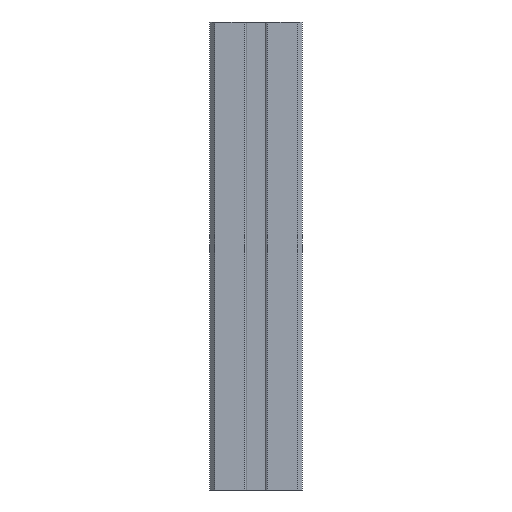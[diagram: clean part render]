
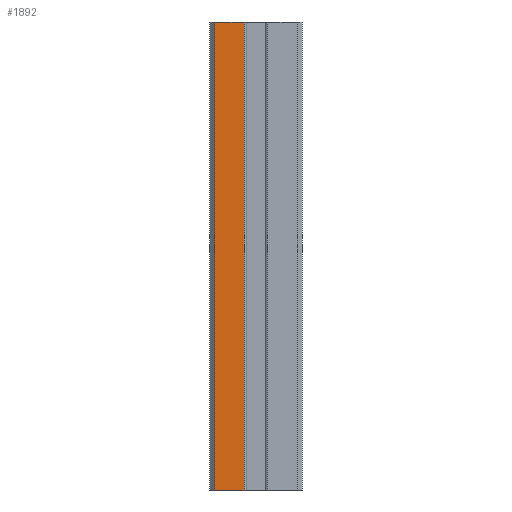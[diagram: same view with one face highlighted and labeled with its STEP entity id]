
A CAD part, front view. The second image highlights one B-rep face of the part: STEP entity #1892.
In plain terms, the highlighted planar face has unit normal (0, -1, 0).
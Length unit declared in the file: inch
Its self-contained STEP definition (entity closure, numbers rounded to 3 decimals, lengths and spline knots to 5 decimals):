
#36 = LINE ( 'NONE', #3331, #2620 ) ;
#132 = ORIENTED_EDGE ( 'NONE', *, *, #2932, .T. ) ;
#181 = LINE ( 'NONE', #2774, #4110 ) ;
#182 = VERTEX_POINT ( 'NONE', #2380 ) ;
#271 = ORIENTED_EDGE ( 'NONE', *, *, #3863, .T. ) ;
#593 = ORIENTED_EDGE ( 'NONE', *, *, #906, .F. ) ;
#644 = PLANE ( 'NONE',  #2060 ) ;
#812 = DIRECTION ( 'NONE',  ( 0., 0., -1. ) ) ;
#906 = EDGE_CURVE ( 'NONE', #1958, #1766, #2782, .T. ) ;
#988 = FACE_OUTER_BOUND ( 'NONE', #2651, .T. ) ;
#1067 = CARTESIAN_POINT ( 'NONE',  ( -0.70866, -0.7874, 4. ) ) ;
#1143 = DIRECTION ( 'NONE',  ( -1., 0., 0. ) ) ;
#1152 = DIRECTION ( 'NONE',  ( -1., 0., 0. ) ) ;
#1283 = DIRECTION ( 'NONE',  ( 0., -1., 0. ) ) ;
#1722 = ORIENTED_EDGE ( 'NONE', *, *, #3205, .T. ) ;
#1766 = VERTEX_POINT ( 'NONE', #3492 ) ;
#1807 = VECTOR ( 'NONE', #812, 39.37008 ) ;
#1892 = ADVANCED_FACE ( 'NONE', ( #988 ), #644, .T. ) ;
#1958 = VERTEX_POINT ( 'NONE', #3907 ) ;
#2060 = AXIS2_PLACEMENT_3D ( 'NONE', #4189, #1283, #2957 ) ;
#2380 = CARTESIAN_POINT ( 'NONE',  ( -0.70866, -0.7874, 4. ) ) ;
#2385 = VECTOR ( 'NONE', #1152, 39.37008 ) ;
#2499 = VERTEX_POINT ( 'NONE', #2797 ) ;
#2620 = VECTOR ( 'NONE', #3314, 39.37008 ) ;
#2651 = EDGE_LOOP ( 'NONE', ( #593, #271, #132, #1722 ) ) ;
#2717 = LINE ( 'NONE', #1067, #1807 ) ;
#2774 = CARTESIAN_POINT ( 'NONE',  ( 0., -0.7874, 4. ) ) ;
#2782 = LINE ( 'NONE', #3483, #2385 ) ;
#2797 = CARTESIAN_POINT ( 'NONE',  ( -0.19941, -0.7874, 4. ) ) ;
#2932 = EDGE_CURVE ( 'NONE', #2499, #182, #181, .T. ) ;
#2957 = DIRECTION ( 'NONE',  ( 1., 0., 0. ) ) ;
#3205 = EDGE_CURVE ( 'NONE', #182, #1766, #2717, .T. ) ;
#3314 = DIRECTION ( 'NONE',  ( 0., 0., 1. ) ) ;
#3331 = CARTESIAN_POINT ( 'NONE',  ( -0.19941, -0.7874, 4. ) ) ;
#3483 = CARTESIAN_POINT ( 'NONE',  ( 0., -0.7874, -4. ) ) ;
#3492 = CARTESIAN_POINT ( 'NONE',  ( -0.70866, -0.7874, -4. ) ) ;
#3863 = EDGE_CURVE ( 'NONE', #1958, #2499, #36, .T. ) ;
#3907 = CARTESIAN_POINT ( 'NONE',  ( -0.19941, -0.7874, -4. ) ) ;
#4110 = VECTOR ( 'NONE', #1143, 39.37008 ) ;
#4189 = CARTESIAN_POINT ( 'NONE',  ( 0., -0.7874, 4. ) ) ;
